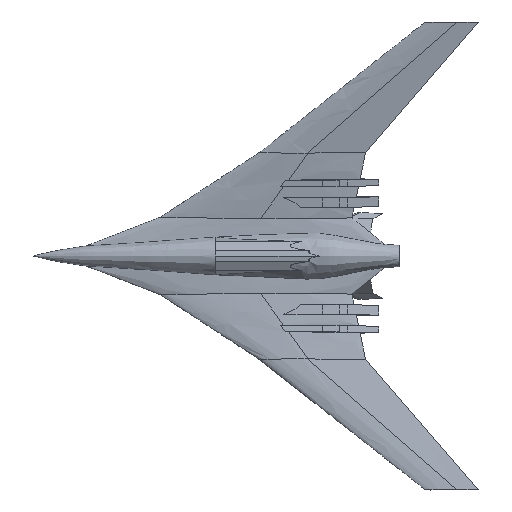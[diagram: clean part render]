
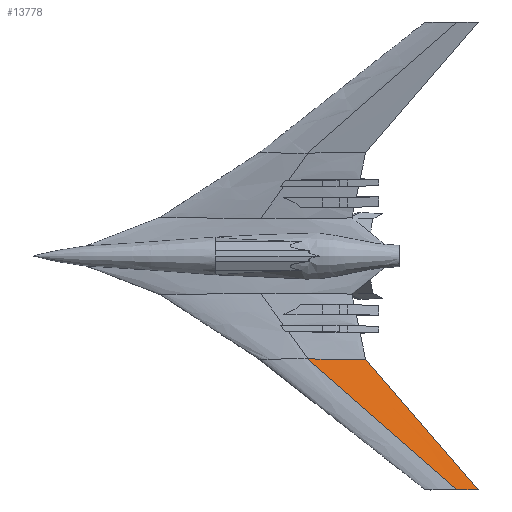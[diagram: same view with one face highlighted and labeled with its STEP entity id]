
A CAD part, front view. The second image highlights one B-rep face of the part: STEP entity #13778.
In plain terms, the highlighted free-form (B-spline) face has degree [3, 3] with [4, 4] control points.
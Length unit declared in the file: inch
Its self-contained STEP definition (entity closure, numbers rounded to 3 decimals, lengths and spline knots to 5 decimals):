
#2245=CARTESIAN_POINT('',(0.73332,-0.136,-0.78163));
#2246=VERTEX_POINT('',#2245);
#2561=CARTESIAN_POINT('',(0.29631,-0.15906,-0.77791));
#2562=VERTEX_POINT('',#2561);
#2569=CARTESIAN_POINT('',(0.73332,-0.136,-0.78163));
#2570=DIRECTION('',(-0.999,-0.053,0.009));
#2571=VECTOR('',#2570,0.43764);
#2572=LINE('',#2569,#2571);
#2573=EDGE_CURVE('',#2246,#2562,#2572,.T.);
#13550=CARTESIAN_POINT('',(1.5831,-0.31467,-1.76574));
#13551=VERTEX_POINT('',#13550);
#13560=CARTESIAN_POINT('',(1.42291,-0.32093,-1.76473));
#13561=VERTEX_POINT('',#13560);
#13562=CARTESIAN_POINT('',(1.42291,-0.32093,-1.76473));
#13563=DIRECTION('',(0.999,0.039,-0.006));
#13564=VECTOR('',#13563,0.16031);
#13565=LINE('',#13562,#13564);
#13566=EDGE_CURVE('',#13561,#13551,#13565,.T.);
#13596=CARTESIAN_POINT('',(0.73332,-0.136,-0.78163));
#13597=DIRECTION('',(0.647,-0.136,-0.75));
#13598=VECTOR('',#13597,1.31244);
#13599=LINE('',#13596,#13598);
#13600=EDGE_CURVE('',#2246,#13551,#13599,.T.);
#13746=CARTESIAN_POINT('',(0.29631,-0.15906,-0.77791));
#13747=DIRECTION('',(0.748,-0.107,-0.655));
#13748=VECTOR('',#13747,1.5064);
#13749=LINE('',#13746,#13748);
#13750=EDGE_CURVE('',#2562,#13561,#13749,.T.);
#13755=CARTESIAN_POINT('',(0.29631,-0.15906,-0.77791));
#13756=CARTESIAN_POINT('',(0.67184,-0.21302,-1.10685));
#13757=CARTESIAN_POINT('',(1.04737,-0.26698,-1.43579));
#13758=CARTESIAN_POINT('',(1.42291,-0.32093,-1.76473));
#13759=CARTESIAN_POINT('',(0.44198,-0.15137,-0.77915));
#13760=CARTESIAN_POINT('',(0.78675,-0.2072,-1.10779));
#13761=CARTESIAN_POINT('',(1.13153,-0.26302,-1.43643));
#13762=CARTESIAN_POINT('',(1.47631,-0.31884,-1.76506));
#13763=CARTESIAN_POINT('',(0.58765,-0.14369,-0.78039));
#13764=CARTESIAN_POINT('',(0.90167,-0.20138,-1.10873));
#13765=CARTESIAN_POINT('',(1.21568,-0.25907,-1.43706));
#13766=CARTESIAN_POINT('',(1.5297,-0.31676,-1.7654));
#13767=CARTESIAN_POINT('',(0.73332,-0.136,-0.78163));
#13768=CARTESIAN_POINT('',(1.01658,-0.19556,-1.10967));
#13769=CARTESIAN_POINT('',(1.29984,-0.25511,-1.4377));
#13770=CARTESIAN_POINT('',(1.5831,-0.31467,-1.76574));
#13771=QUASI_UNIFORM_SURFACE('',3,3,((#13755,#13759,#13763,#13767),(#13756,#13760,#13764,#13768),(#13757,#13761,#13765,#13769),(#13758,#13762,#13766,#13770)),.UNSPECIFIED.,.F.,.F.,.U.);
#13772=ORIENTED_EDGE('',*,*,#2573,.T.);
#13773=ORIENTED_EDGE('',*,*,#13750,.T.);
#13774=ORIENTED_EDGE('',*,*,#13566,.T.);
#13775=ORIENTED_EDGE('',*,*,#13600,.F.);
#13776=EDGE_LOOP('',(#13772,#13773,#13774,#13775));
#13777=FACE_OUTER_BOUND('',#13776,.T.);
#13778=ADVANCED_FACE('',(#13777),#13771,.T.);
